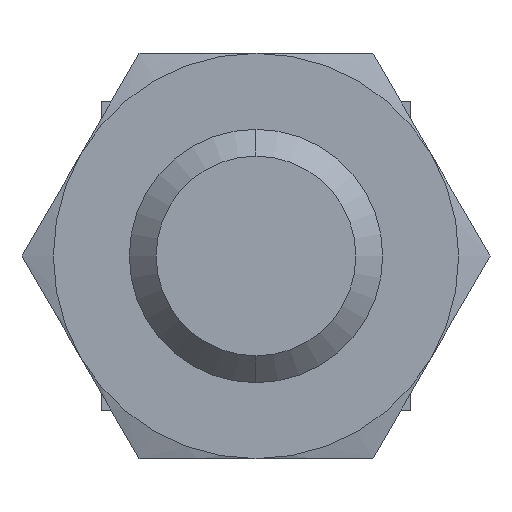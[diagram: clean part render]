
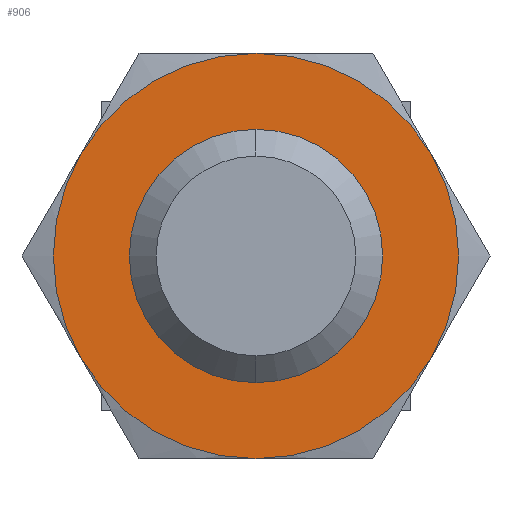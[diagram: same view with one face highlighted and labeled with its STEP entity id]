
A CAD part, left-side view. The second image highlights one B-rep face of the part: STEP entity #906.
In plain terms, the highlighted planar face has unit normal (-1, 0, 0).
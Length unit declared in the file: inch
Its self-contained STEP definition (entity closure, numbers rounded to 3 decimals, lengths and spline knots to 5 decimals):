
#2 = DIRECTION ( 'NONE',  ( 0., 0., 1. ) ) ;
#10 = DIRECTION ( 'NONE',  ( -1., 0., 0. ) ) ;
#53 = DIRECTION ( 'NONE',  ( -1., 0., 0. ) ) ;
#60 = PLANE ( 'NONE',  #974 ) ;
#152 = DIRECTION ( 'NONE',  ( 0., 0., -1. ) ) ;
#164 = AXIS2_PLACEMENT_3D ( 'NONE', #1430, #1488, #1392 ) ;
#170 = AXIS2_PLACEMENT_3D ( 'NONE', #211, #10, #2 ) ;
#182 = CARTESIAN_POINT ( 'NONE',  ( 0., 0.21651, -0.125 ) ) ;
#193 = AXIS2_PLACEMENT_3D ( 'NONE', #742, #734, #732 ) ;
#203 = AXIS2_PLACEMENT_3D ( 'NONE', #853, #850, #843 ) ;
#211 = CARTESIAN_POINT ( 'NONE',  ( 0., 0., 0. ) ) ;
#214 = DIRECTION ( 'NONE',  ( -1., 0., 0. ) ) ;
#266 = CARTESIAN_POINT ( 'NONE',  ( 0., 0., 0.15625 ) ) ;
#270 = EDGE_CURVE ( 'NONE', #1134, #1197, #960, .T. ) ;
#276 = EDGE_CURVE ( 'NONE', #1085, #1489, #1025, .T. ) ;
#347 = CARTESIAN_POINT ( 'NONE',  ( 0., -0.21651, 0.125 ) ) ;
#355 = CARTESIAN_POINT ( 'NONE',  ( 0., 0., 0.25 ) ) ;
#376 = EDGE_CURVE ( 'NONE', #1489, #1134, #1002, .T. ) ;
#381 = EDGE_CURVE ( 'NONE', #1290, #1257, #1005, .T. ) ;
#393 = CARTESIAN_POINT ( 'NONE',  ( 0., 0., 0. ) ) ;
#456 = CARTESIAN_POINT ( 'NONE',  ( 0., -0.21651, -0.125 ) ) ;
#511 = CARTESIAN_POINT ( 'NONE',  ( 0., 0., 0. ) ) ;
#518 = ORIENTED_EDGE ( 'NONE', *, *, #276, .T. ) ;
#519 = DIRECTION ( 'NONE',  ( 0., 0., 1. ) ) ;
#529 = CIRCLE ( 'NONE', #671, 0.25 ) ;
#567 = CIRCLE ( 'NONE', #776, 0.25 ) ;
#568 = CIRCLE ( 'NONE', #751, 0.25 ) ;
#583 = FACE_BOUND ( 'NONE', #1098, .T. ) ;
#607 = FACE_OUTER_BOUND ( 'NONE', #1282, .T. ) ;
#614 = CARTESIAN_POINT ( 'NONE',  ( 0., 0., -0.15625 ) ) ;
#639 = CIRCLE ( 'NONE', #1208, 0.15625 ) ;
#657 = DIRECTION ( 'NONE',  ( 0., 0., 1. ) ) ;
#671 = AXIS2_PLACEMENT_3D ( 'NONE', #984, #214, #1114 ) ;
#707 = CARTESIAN_POINT ( 'NONE',  ( 0., 0., 0. ) ) ;
#732 = DIRECTION ( 'NONE',  ( 0., 0., 1. ) ) ;
#734 = DIRECTION ( 'NONE',  ( -1., 0., 0. ) ) ;
#742 = CARTESIAN_POINT ( 'NONE',  ( 0., 0., 0. ) ) ;
#751 = AXIS2_PLACEMENT_3D ( 'NONE', #393, #1375, #519 ) ;
#753 = ORIENTED_EDGE ( 'NONE', *, *, #270, .T. ) ;
#776 = AXIS2_PLACEMENT_3D ( 'NONE', #511, #1465, #657 ) ;
#843 = DIRECTION ( 'NONE',  ( 0., 0., 1. ) ) ;
#850 = DIRECTION ( 'NONE',  ( -1., 0., 0. ) ) ;
#853 = CARTESIAN_POINT ( 'NONE',  ( 0., 0., 0. ) ) ;
#862 = DIRECTION ( 'NONE',  ( 0., 0., 1. ) ) ;
#883 = EDGE_CURVE ( 'NONE', #1257, #1290, #639, .T. ) ;
#906 = ADVANCED_FACE ( 'PLANAR_0', ( #607, #583 ), #60, .F. ) ;
#952 = EDGE_CURVE ( 'NONE', #1197, #1253, #567, .T. ) ;
#958 = EDGE_CURVE ( 'NONE', #1253, #1318, #568, .T. ) ;
#960 = CIRCLE ( 'NONE', #203, 0.25 ) ;
#973 = EDGE_CURVE ( 'NONE', #1318, #1085, #529, .T. ) ;
#974 = AXIS2_PLACEMENT_3D ( 'NONE', #1509, #1406, #152 ) ;
#984 = CARTESIAN_POINT ( 'NONE',  ( 0., 0., 0. ) ) ;
#1002 = CIRCLE ( 'NONE', #170, 0.25 ) ;
#1005 = CIRCLE ( 'NONE', #164, 0.15625 ) ;
#1025 = CIRCLE ( 'NONE', #193, 0.25 ) ;
#1044 = CARTESIAN_POINT ( 'NONE',  ( 0., 0., -0.25 ) ) ;
#1085 = VERTEX_POINT ( 'NONE', #1176 ) ;
#1098 = EDGE_LOOP ( 'NONE', ( #1441, #1431 ) ) ;
#1114 = DIRECTION ( 'NONE',  ( 0., 0., 1. ) ) ;
#1134 = VERTEX_POINT ( 'NONE', #1044 ) ;
#1176 = CARTESIAN_POINT ( 'NONE',  ( 0., 0.21651, 0.125 ) ) ;
#1197 = VERTEX_POINT ( 'NONE', #456 ) ;
#1208 = AXIS2_PLACEMENT_3D ( 'NONE', #707, #53, #862 ) ;
#1253 = VERTEX_POINT ( 'NONE', #347 ) ;
#1257 = VERTEX_POINT ( 'NONE', #614 ) ;
#1282 = EDGE_LOOP ( 'NONE', ( #1464, #518, #1531, #753, #1500, #1297 ) ) ;
#1290 = VERTEX_POINT ( 'NONE', #266 ) ;
#1297 = ORIENTED_EDGE ( 'NONE', *, *, #958, .T. ) ;
#1318 = VERTEX_POINT ( 'NONE', #355 ) ;
#1375 = DIRECTION ( 'NONE',  ( -1., 0., 0. ) ) ;
#1392 = DIRECTION ( 'NONE',  ( 0., 0., 1. ) ) ;
#1406 = DIRECTION ( 'NONE',  ( 1., 0., 0. ) ) ;
#1430 = CARTESIAN_POINT ( 'NONE',  ( 0., 0., 0. ) ) ;
#1431 = ORIENTED_EDGE ( 'NONE', *, *, #883, .F. ) ;
#1441 = ORIENTED_EDGE ( 'NONE', *, *, #381, .F. ) ;
#1464 = ORIENTED_EDGE ( 'NONE', *, *, #973, .T. ) ;
#1465 = DIRECTION ( 'NONE',  ( -1., 0., 0. ) ) ;
#1488 = DIRECTION ( 'NONE',  ( -1., 0., 0. ) ) ;
#1489 = VERTEX_POINT ( 'NONE', #182 ) ;
#1500 = ORIENTED_EDGE ( 'NONE', *, *, #952, .T. ) ;
#1509 = CARTESIAN_POINT ( 'NONE',  ( 0., 0., 0. ) ) ;
#1531 = ORIENTED_EDGE ( 'NONE', *, *, #376, .T. ) ;
